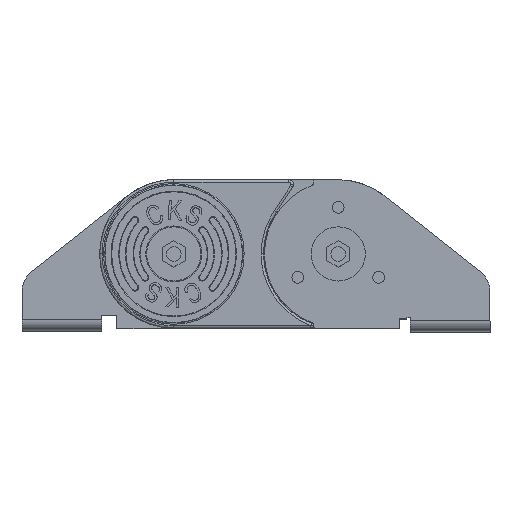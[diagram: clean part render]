
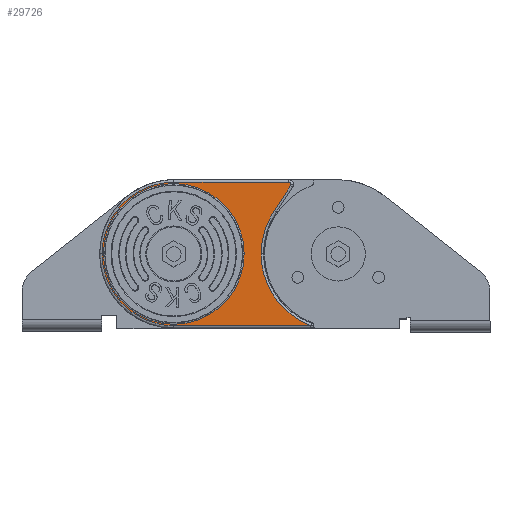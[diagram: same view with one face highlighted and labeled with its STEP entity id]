
A CAD part, top view. The second image highlights one B-rep face of the part: STEP entity #29726.
In plain terms, the highlighted planar face has unit normal (0, 0, 1).
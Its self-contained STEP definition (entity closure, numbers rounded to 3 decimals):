
#1299 = EDGE_CURVE ( 'NONE', #4962, #1481, #12738, .T. ) ;
#1481 = VERTEX_POINT ( 'NONE', #8254 ) ;
#2325 = CARTESIAN_POINT ( 'NONE',  ( 5.074, 8.973, 1.045 ) ) ;
#2818 = DIRECTION ( 'NONE',  ( 0., 0., -1. ) ) ;
#3117 = CARTESIAN_POINT ( 'NONE',  ( 20.31, 39.787, 1.045 ) ) ;
#3749 = ORIENTED_EDGE ( 'NONE', *, *, #42400, .T. ) ;
#4202 = VERTEX_POINT ( 'NONE', #47885 ) ;
#4269 = EDGE_LOOP ( 'NONE', ( #4353, #30739 ) ) ;
#4353 = ORIENTED_EDGE ( 'NONE', *, *, #38929, .T. ) ;
#4962 = VERTEX_POINT ( 'NONE', #5824 ) ;
#5183 = CARTESIAN_POINT ( 'NONE',  ( 16.145, -33.456, 1.045 ) ) ;
#5303 = CARTESIAN_POINT ( 'NONE',  ( -43.256, 0.097, 1.045 ) ) ;
#5824 = CARTESIAN_POINT ( 'NONE',  ( 32.677, -39.593, 1.045 ) ) ;
#6627 =( BOUNDED_CURVE ( )  B_SPLINE_CURVE ( 3, ( #17710, #2325, #18926, #7136 ),
 .UNSPECIFIED., .F., .F. ) 
 B_SPLINE_CURVE_WITH_KNOTS ( ( 4, 4 ),
 ( 0.659, 1. ),
 .UNSPECIFIED. ) 
 CURVE ( )  GEOMETRIC_REPRESENTATION_ITEM ( )  RATIONAL_B_SPLINE_CURVE ( ( 0.827, 0.855, 0.913, 1. ) ) 
 REPRESENTATION_ITEM ( '' )  );
#6724 = CARTESIAN_POINT ( 'NONE',  ( -63.101, -39.593, 1.045 ) ) ;
#6902 = CARTESIAN_POINT ( 'NONE',  ( 21.633, 39.278, 1.045 ) ) ;
#6935 = CARTESIAN_POINT ( 'NONE',  ( 21.419, 37.742, 1.045 ) ) ;
#7136 = CARTESIAN_POINT ( 'NONE',  ( 12.472, 24.008, 1.045 ) ) ;
#7488 = EDGE_LOOP ( 'NONE', ( #36377, #33214, #3749, #27323, #45797, #24557, #14261, #41767, #16429 ) ) ;
#8254 = CARTESIAN_POINT ( 'NONE',  ( 5.074, 0.097, 1.045 ) ) ;
#9008 = VECTOR ( 'NONE', #17884, 1000. ) ;
#9955 = EDGE_CURVE ( 'NONE', #10314, #20083, #50079, .T. ) ;
#10056 = AXIS2_PLACEMENT_3D ( 'NONE', #26872, #49831, #34710 ) ;
#10143 =( BOUNDED_CURVE ( )  B_SPLINE_CURVE ( 3, ( #49198, #18171, #6724, #29665 ),
 .UNSPECIFIED., .F., .T. ) 
 B_SPLINE_CURVE_WITH_KNOTS ( ( 4, 4 ),
 ( 0.5, 1. ),
 .UNSPECIFIED. ) 
 CURVE ( )  GEOMETRIC_REPRESENTATION_ITEM ( )  RATIONAL_B_SPLINE_CURVE ( ( 0.5, 0.5, 0.667, 1. ) ) 
 REPRESENTATION_ITEM ( '' )  );
#10314 = VERTEX_POINT ( 'NONE', #6935 ) ;
#11345 = EDGE_CURVE ( 'NONE', #24307, #4202, #11410, .T. ) ;
#11410 = CIRCLE ( 'NONE', #10056, 38.94 ) ;
#11714 =( BOUNDED_CURVE ( )  B_SPLINE_CURVE ( 3, ( #34096, #6902, #46146, #46309 ),
 .UNSPECIFIED., .F., .F. ) 
 B_SPLINE_CURVE_WITH_KNOTS ( ( 4, 4 ),
 ( 0.287, 1. ),
 .UNSPECIFIED. ) 
 CURVE ( )  GEOMETRIC_REPRESENTATION_ITEM ( )  RATIONAL_B_SPLINE_CURVE ( ( 0.786, 0.68, 0.751, 1. ) ) 
 REPRESENTATION_ITEM ( '' )  );
#11981 = AXIS2_PLACEMENT_3D ( 'NONE', #5303, #36241, #40536 ) ;
#12738 =( BOUNDED_CURVE ( )  B_SPLINE_CURVE ( 3, ( #25733, #5183, #45102, #29809 ),
 .UNSPECIFIED., .F., .F. ) 
 B_SPLINE_CURVE_WITH_KNOTS ( ( 4, 4 ),
 ( 0., 0.659 ),
 .UNSPECIFIED. ) 
 CURVE ( )  GEOMETRIC_REPRESENTATION_ITEM ( )  RATIONAL_B_SPLINE_CURVE ( ( 1., 0.831, 0.773, 0.827 ) ) 
 REPRESENTATION_ITEM ( '' )  );
#14261 = ORIENTED_EDGE ( 'NONE', *, *, #49342, .T. ) ;
#14282 = DIRECTION ( 'NONE',  ( -1., 0., 0. ) ) ;
#14811 = CARTESIAN_POINT ( 'NONE',  ( -82.946, 26.557, 1.045 ) ) ;
#15824 = AXIS2_PLACEMENT_3D ( 'NONE', #22646, #2818, #14282 ) ;
#15845 = LINE ( 'NONE', #28274, #43449 ) ;
#16429 = ORIENTED_EDGE ( 'NONE', *, *, #28877, .T. ) ;
#16709 = EDGE_CURVE ( 'NONE', #38529, #39826, #45051, .T. ) ;
#17623 = CARTESIAN_POINT ( 'NONE',  ( -43.256, 39.787, 1.045 ) ) ;
#17710 = CARTESIAN_POINT ( 'NONE',  ( 5.074, 0.097, 1.045 ) ) ;
#17884 = DIRECTION ( 'NONE',  ( 0.546, 0.838, 0. ) ) ;
#18171 = CARTESIAN_POINT ( 'NONE',  ( -82.946, -26.363, 1.045 ) ) ;
#18226 = CARTESIAN_POINT ( 'NONE',  ( -33.417, -46.437, 1.045 ) ) ;
#18368 = DIRECTION ( 'NONE',  ( 1., 0., 0. ) ) ;
#18926 = CARTESIAN_POINT ( 'NONE',  ( 7.776, 17.146, 1.045 ) ) ;
#20083 = VERTEX_POINT ( 'NONE', #38640 ) ;
#22646 = CARTESIAN_POINT ( 'NONE',  ( -41.872, -40.929, 1.045 ) ) ;
#24307 = VERTEX_POINT ( 'NONE', #43829 ) ;
#24423 = CARTESIAN_POINT ( 'NONE',  ( 21.554, 37.95, 1.045 ) ) ;
#24557 = ORIENTED_EDGE ( 'NONE', *, *, #34791, .T. ) ;
#25163 = CARTESIAN_POINT ( 'NONE',  ( 12.472, 24.008, 1.045 ) ) ;
#25733 = CARTESIAN_POINT ( 'NONE',  ( 32.677, -39.593, 1.045 ) ) ;
#25984 = CARTESIAN_POINT ( 'NONE',  ( -63.101, 39.787, 1.045 ) ) ;
#26214 = EDGE_CURVE ( 'NONE', #49950, #10314, #29160, .T. ) ;
#26314 = CARTESIAN_POINT ( 'NONE',  ( 21.633, 38.464, 1.045 ) ) ;
#26476 = CARTESIAN_POINT ( 'NONE',  ( -43.256, 39.787, 1.045 ) ) ;
#26872 = CARTESIAN_POINT ( 'NONE',  ( -43.256, 0.097, 1.045 ) ) ;
#27221 = CARTESIAN_POINT ( 'NONE',  ( -82.946, 0.097, 1.045 ) ) ;
#27323 = ORIENTED_EDGE ( 'NONE', *, *, #26214, .T. ) ;
#28274 = CARTESIAN_POINT ( 'NONE',  ( -41.872, 39.787, 1.045 ) ) ;
#28877 = EDGE_CURVE ( 'NONE', #39826, #31857, #10143, .T. ) ;
#29160 = LINE ( 'NONE', #18226, #9008 ) ;
#29665 = CARTESIAN_POINT ( 'NONE',  ( -43.256, -39.593, 1.045 ) ) ;
#29726 = ADVANCED_FACE ( 'NONE', ( #49070, #37370 ), #37839, .F. ) ;
#29809 = CARTESIAN_POINT ( 'NONE',  ( 5.074, 0.097, 1.045 ) ) ;
#30551 = CARTESIAN_POINT ( 'NONE',  ( -43.256, -39.593, 1.045 ) ) ;
#30739 = ORIENTED_EDGE ( 'NONE', *, *, #11345, .T. ) ;
#31857 = VERTEX_POINT ( 'NONE', #30551 ) ;
#33214 = ORIENTED_EDGE ( 'NONE', *, *, #1299, .T. ) ;
#34096 = CARTESIAN_POINT ( 'NONE',  ( 21.633, 38.464, 1.045 ) ) ;
#34710 = DIRECTION ( 'NONE',  ( 0., 1., 0. ) ) ;
#34760 = CARTESIAN_POINT ( 'NONE',  ( 21.633, 38.196, 1.045 ) ) ;
#34791 = EDGE_CURVE ( 'NONE', #20083, #46226, #11714, .T. ) ;
#36241 = DIRECTION ( 'NONE',  ( 0., 0., -1. ) ) ;
#36377 = ORIENTED_EDGE ( 'NONE', *, *, #42789, .T. ) ;
#37370 = FACE_BOUND ( 'NONE', #4269, .T. ) ;
#37839 = PLANE ( 'NONE',  #15824 ) ;
#37886 = CARTESIAN_POINT ( 'NONE',  ( -82.946, 0.097, 1.045 ) ) ;
#38529 = VERTEX_POINT ( 'NONE', #17623 ) ;
#38640 = CARTESIAN_POINT ( 'NONE',  ( 21.633, 38.464, 1.045 ) ) ;
#38929 = EDGE_CURVE ( 'NONE', #4202, #24307, #49468, .T. ) ;
#39807 = LINE ( 'NONE', #45477, #41046 ) ;
#39826 = VERTEX_POINT ( 'NONE', #27221 ) ;
#40536 = DIRECTION ( 'NONE',  ( 0., 1., 0. ) ) ;
#41046 = VECTOR ( 'NONE', #18368, 1000. ) ;
#41767 = ORIENTED_EDGE ( 'NONE', *, *, #16709, .T. ) ;
#42400 = EDGE_CURVE ( 'NONE', #1481, #49950, #6627, .T. ) ;
#42789 = EDGE_CURVE ( 'NONE', #31857, #4962, #39807, .T. ) ;
#43449 = VECTOR ( 'NONE', #44391, 1000. ) ;
#43829 = CARTESIAN_POINT ( 'NONE',  ( -4.315, 0.097, 1.045 ) ) ;
#43942 = CARTESIAN_POINT ( 'NONE',  ( 21.419, 37.742, 1.045 ) ) ;
#44391 = DIRECTION ( 'NONE',  ( -1., 0., 0. ) ) ;
#45051 =( BOUNDED_CURVE ( )  B_SPLINE_CURVE ( 3, ( #26476, #25984, #14811, #37886 ),
 .UNSPECIFIED., .F., .F. ) 
 B_SPLINE_CURVE_WITH_KNOTS ( ( 4, 4 ),
 ( 0., 0.5 ),
 .UNSPECIFIED. ) 
 CURVE ( )  GEOMETRIC_REPRESENTATION_ITEM ( )  RATIONAL_B_SPLINE_CURVE ( ( 1., 0.667, 0.5, 0.5 ) ) 
 REPRESENTATION_ITEM ( '' )  );
#45102 = CARTESIAN_POINT ( 'NONE',  ( 5.074, -18.851, 1.045 ) ) ;
#45477 = CARTESIAN_POINT ( 'NONE',  ( -41.872, -39.593, 1.045 ) ) ;
#45797 = ORIENTED_EDGE ( 'NONE', *, *, #9955, .T. ) ;
#46146 = CARTESIAN_POINT ( 'NONE',  ( 21.046, 39.787, 1.045 ) ) ;
#46226 = VERTEX_POINT ( 'NONE', #3117 ) ;
#46309 = CARTESIAN_POINT ( 'NONE',  ( 20.31, 39.787, 1.045 ) ) ;
#47885 = CARTESIAN_POINT ( 'NONE',  ( -82.196, 0.097, 1.045 ) ) ;
#49070 = FACE_OUTER_BOUND ( 'NONE', #7488, .T. ) ;
#49198 = CARTESIAN_POINT ( 'NONE',  ( -82.946, 0.097, 1.045 ) ) ;
#49342 = EDGE_CURVE ( 'NONE', #46226, #38529, #15845, .T. ) ;
#49468 = CIRCLE ( 'NONE', #11981, 38.94 ) ;
#49831 = DIRECTION ( 'NONE',  ( 0., 0., -1. ) ) ;
#49950 = VERTEX_POINT ( 'NONE', #25163 ) ;
#50079 =( BOUNDED_CURVE ( )  B_SPLINE_CURVE ( 3, ( #43942, #24423, #34760, #26314 ),
 .UNSPECIFIED., .F., .T. ) 
 B_SPLINE_CURVE_WITH_KNOTS ( ( 4, 4 ),
 ( 0., 0.287 ),
 .UNSPECIFIED. ) 
 CURVE ( )  GEOMETRIC_REPRESENTATION_ITEM ( )  RATIONAL_B_SPLINE_CURVE ( ( 1., 0.9, 0.828, 0.786 ) ) 
 REPRESENTATION_ITEM ( '' )  );
